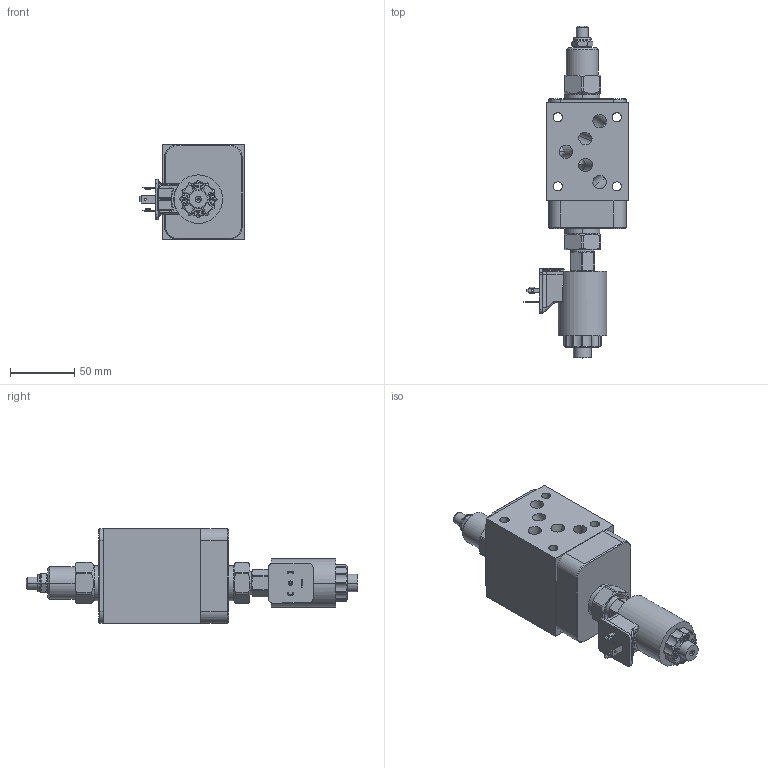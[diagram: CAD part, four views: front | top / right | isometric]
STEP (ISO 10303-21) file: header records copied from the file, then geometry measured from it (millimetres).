
FILE_DESCRIPTION((''),'2;1');
FILE_NAME('X6DNLANFA224_ASM','2024-05-16T',('ProEService'),(''),'PRO/ENGINEER BY PARAMETRIC TECHNOLOGY CORPORATION, 2014200','PRO/ENGINEER BY PARAMETRIC TECHNOLOGY CORPORATION, 2014200','');
FILE_SCHEMA(('CONFIG_CONTROL_DESIGN'));
Length unit declared in the file: inch
Products named in the file (7): 153-770; NFDCLAN; DFDA8DN; DTAFMHN224; 500-001-014; 700-001; X6DNLANFA224_ASM
Assembly tree (10 placements, depth 2):
  X6DNLANFA224_ASM
    153-770
    NFDCLAN
    DFDA8DN
    DTAFMHN224
    500-001-014  x5
    700-001
Bounding box: 81.28 x 259.16 x 74.63 mm (x, y, z)
Volume: 519311.1 mm3; surface area: 123269.7 mm2
Topology: 8 solids, 12 shells, 1316 faces, 3604 edges, 2554 vertices
Faces by surface type: cylinder 494, plane 405, cone 225, torus 119, bspline 36, sphere 25, revolution 12
Entity records: 48022 total; most frequent: CARTESIAN_POINT 14868, DIRECTION 6992, ORIENTED_EDGE 6432, EDGE_CURVE 3216, AXIS2_PLACEMENT_3D 2624, VERTEX_POINT 2022, VECTOR 1732, LINE 1732
